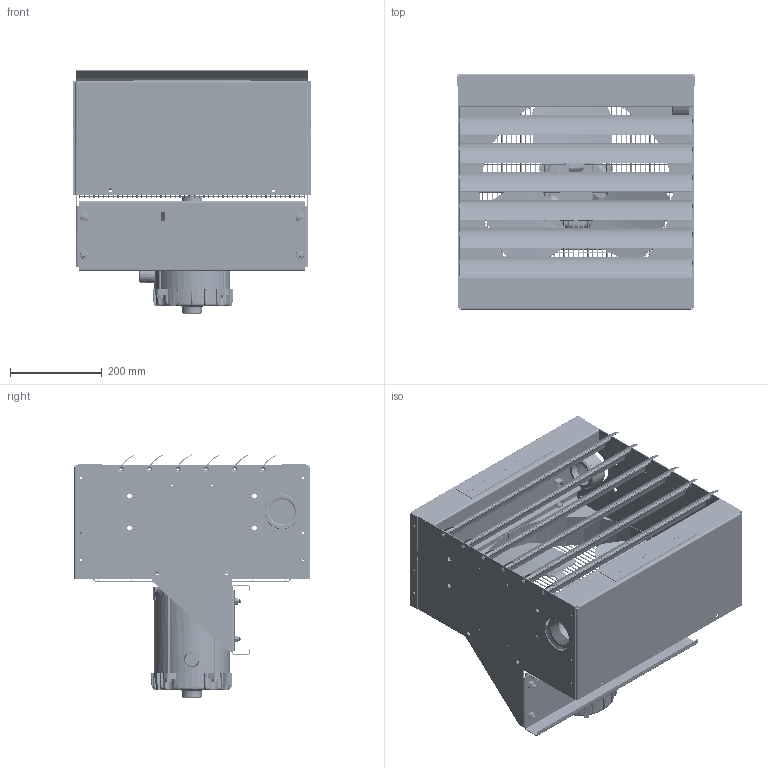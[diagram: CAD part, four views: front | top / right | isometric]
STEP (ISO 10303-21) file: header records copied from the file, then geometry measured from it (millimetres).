
FILE_DESCRIPTION (( 'STEP AP214' ), '1' );
FILE_NAME ('SRH1-16 GA.STEP', '2012-02-15T16:16:53', ( 'Clint' ), ( '' ), 'SwSTEP 2.0', 'SolidWorks 2012', '' );
FILE_SCHEMA (( 'AUTOMOTIVE_DESIGN' ));
Length unit declared in the file: inch
Products named in the file (30): HH-XX-FB_16"; fan blade; Fan Blade Hub; HUH-L1; HH-L8-A; HH-L7-A; HUH1-XX-20-003_HUH1-16"; Marathon 3PH 480V 0.25HP_Marathon .25HP; HUH1-XX-10_HUH1-16-10; HUH1-12-10-006; HUH1-XX-20_HUH-16-20; HUH1-XX-40_HUH1-16-40; HUH1-12-20-006; HUH1-12-20-005 ; Hex Bolt 5_16-18 x 0.75; Hex Nut 5_16 Flange_B18.2.2.4M - Hex flange nut, M8 x 1.25 --S; AEU1-XX-20-007_16; HUH1-XX-22_HUH1-16"; HUH-12-25_HUH1-16; .25  X .625Lg Selftaping Sheet Steel Screw_IN-HWMS 0.25-20x0.5x0.5-N; HUH1-XX-20-008_HUH1-16; HUH1-XX-22-001_HUH1-16; HUH1-XX-22-002_HUH1-16; HUH1-XX-20-001_HUH-16-20-001; HUH1-XX-20-002_HUH-16-20-002; HUH1-XX-21_16; HHPP-20_HNUT 0.6250-11-D-N; HUH1-XX-21-002_16; HUH1-XX-21-001_HUH-16; SRH1-16 GA
Assembly tree (58 placements, depth 5):
  SRH1-16 GA
    HUH1-XX-20_HUH-16-20
      HUH1-XX-21_16
        HUH1-XX-21-001_HUH-16
        HUH1-XX-21-002_16  x2
        HHPP-20_HNUT 0.6250-11-D-N  x4
      HUH1-XX-20-002_HUH-16-20-002  x2
      HUH1-XX-20-001_HUH-16-20-001
      HUH1-XX-22_HUH1-16"
        HUH-12-25_HUH1-16
          HUH1-XX-22-002_HUH1-16
          HUH1-XX-22-001_HUH1-16
          HUH1-XX-20-008_HUH1-16  x2
          .25  X .625Lg Selftaping Sheet Steel Screw_IN-HWMS 0.25-20x0.5x0.5-N  x8
      HUH1-XX-40_HUH1-16-40
        AEU1-XX-20-007_16
        Hex Nut 5_16 Flange_B18.2.2.4M - Hex flange nut, M8 x 1.25 --S  x4
        Hex Bolt 5_16-18 x 0.75  x4
        HUH1-12-20-005 
        HUH1-12-20-006
    HUH1-XX-10_HUH1-16-10
      HUH1-12-10-006  x2
    Marathon 3PH 480V 0.25HP_Marathon .25HP
    HUH1-XX-20-003_HUH1-16"  x6
    HH-L7-A
    HH-L8-A
    HUH-L1
    HH-XX-FB_16"
      Fan Blade Hub  x3
      fan blade  x3
Bounding box: 518.82 x 514.97 x 530.72 mm (x, y, z)
Volume: 8335325 mm3; surface area: 3702932 mm2
Topology: 53 solids, 53 shells, 3751 faces, 9102 edges, 5718 vertices
Faces by surface type: plane 1245, cylinder 1028, bspline 604, cone 545, torus 317, sphere 12
Full cylindrical faces by diameter (mm): 2.642 x18, 2.692 x246, 3.5 x4, 3.505 x8, 4.166 x6, 4.763 x6, 5.156 x18, 5.16 x12, 5.588 x8, 5.95 x6, 6.35 x88, 6.8 x28, 7.783 x6, 7.937 x52, 8 x10, 8.001 x6, 8.026 x8, 8.334 x8, 9.525 x28, 13.208 x8, 13.492 x4, 15.875 x9, 16.713 x1, 17.462 x4, 17.463 x4, 26.645 x1, 33.401 x1, 44.45 x1, 55.321 x2, 75.006 x2
Entity records: 110929 total; most frequent: CARTESIAN_POINT 47325, ORIENTED_EDGE 11076, DIRECTION 9157, EDGE_CURVE 5538, VERTEX_POINT 3840, EDGE_LOOP 3702, AXIS2_PLACEMENT_3D 3389, FACE_OUTER_BOUND 2887
